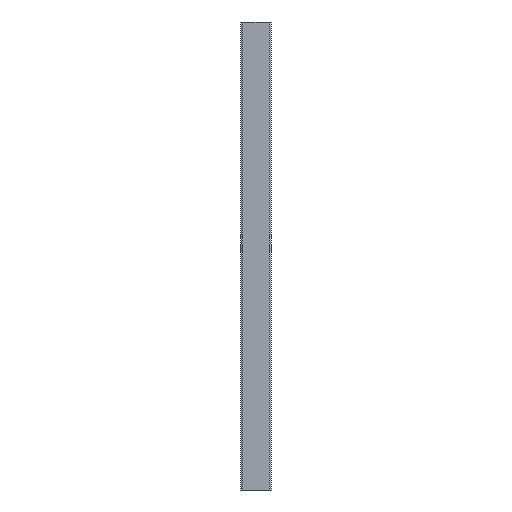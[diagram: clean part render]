
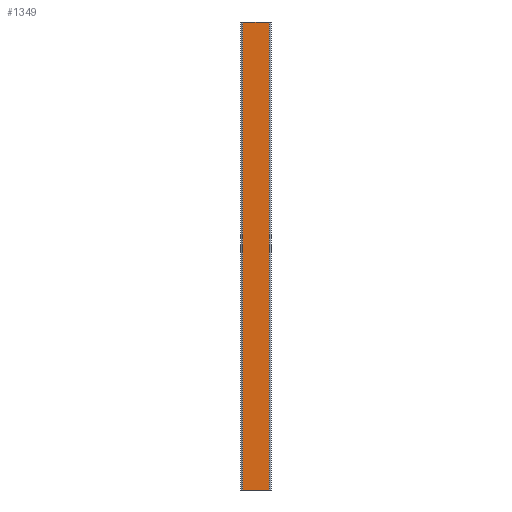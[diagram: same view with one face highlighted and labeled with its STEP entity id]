
A CAD part, front view. The second image highlights one B-rep face of the part: STEP entity #1349.
In plain terms, the highlighted planar face has unit normal (0, -1, 0).
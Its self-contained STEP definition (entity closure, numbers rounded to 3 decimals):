
#296=DIRECTION('',(1.,0.,0.));
#297=VECTOR('',#296,11.5);
#298=CARTESIAN_POINT('',(-5.75,-4.026,-100.));
#299=LINE('',#298,#297);
#376=DIRECTION('',(0.,0.,1.));
#377=VECTOR('',#376,200.);
#378=CARTESIAN_POINT('',(5.75,-4.026,-100.));
#379=LINE('',#378,#377);
#383=DIRECTION('',(0.,0.,1.));
#384=VECTOR('',#383,200.);
#385=CARTESIAN_POINT('',(-5.75,-4.026,-100.));
#386=LINE('',#385,#384);
#694=DIRECTION('',(1.,0.,0.));
#695=VECTOR('',#694,11.5);
#696=CARTESIAN_POINT('',(-5.75,-4.026,100.));
#697=LINE('',#696,#695);
#1055=CARTESIAN_POINT('',(-5.75,-4.026,-100.));
#1056=VERTEX_POINT('',#1055);
#1057=CARTESIAN_POINT('',(5.75,-4.026,-100.));
#1058=VERTEX_POINT('',#1057);
#1143=CARTESIAN_POINT('',(-5.75,-4.026,100.));
#1144=VERTEX_POINT('',#1143);
#1145=CARTESIAN_POINT('',(5.75,-4.026,100.));
#1146=VERTEX_POINT('',#1145);
#1336=CARTESIAN_POINT('',(-5.75,-4.026,-100.));
#1337=DIRECTION('',(0.,-1.,0.));
#1338=DIRECTION('',(1.,0.,0.));
#1339=AXIS2_PLACEMENT_3D('',#1336,#1337,#1338);
#1340=PLANE('',#1339);
#1341=ORIENTED_EDGE('',*,*,#1236,.F.);
#1343=ORIENTED_EDGE('',*,*,#1342,.T.);
#1345=ORIENTED_EDGE('',*,*,#1344,.T.);
#1346=ORIENTED_EDGE('',*,*,#1328,.F.);
#1347=EDGE_LOOP('',(#1341,#1343,#1345,#1346));
#1348=FACE_OUTER_BOUND('',#1347,.F.);
#1236=EDGE_CURVE('',#1056,#1058,#299,.T.);
#1328=EDGE_CURVE('',#1058,#1146,#379,.T.);
#1342=EDGE_CURVE('',#1056,#1144,#386,.T.);
#1344=EDGE_CURVE('',#1144,#1146,#697,.T.);
#1349=ADVANCED_FACE('',(#1348),#1340,.T.);
